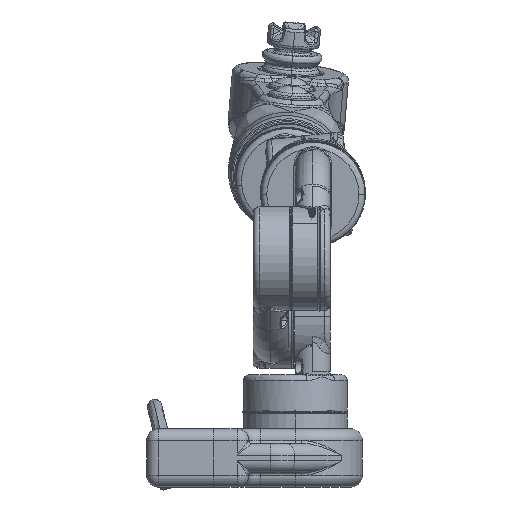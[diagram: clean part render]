
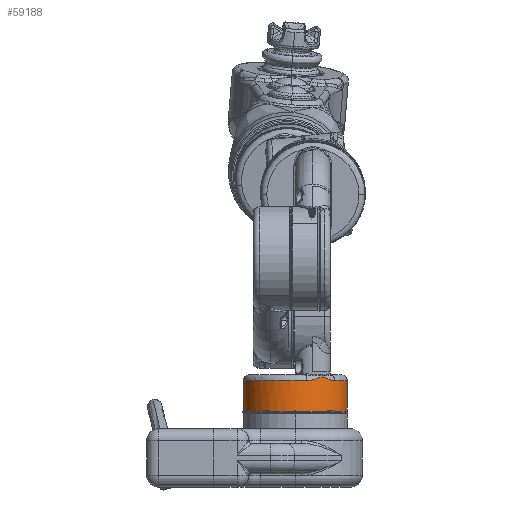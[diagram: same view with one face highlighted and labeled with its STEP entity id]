
A CAD part, front view. The second image highlights one B-rep face of the part: STEP entity #59188.
In plain terms, the highlighted cylindrical face has radius 17.8 mm (diameter 35.6 mm), a partial arc.
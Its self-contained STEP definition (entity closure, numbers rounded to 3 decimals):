
#3174 = CARTESIAN_POINT ( 'NONE',  ( 12.174, -12.994, 12.498 ) ) ;
#4172 = CARTESIAN_POINT ( 'NONE',  ( 4.352, -17.267, 12.265 ) ) ;
#7049 = VERTEX_POINT ( 'NONE', #36521 ) ;
#9680 = CARTESIAN_POINT ( 'NONE',  ( 9.588, -15.005, 13.532 ) ) ;
#10686 = CARTESIAN_POINT ( 'NONE',  ( 5.753, -16.852, 12.502 ) ) ;
#11059 = ORIENTED_EDGE ( 'NONE', *, *, #14171, .T. ) ;
#11695 = CARTESIAN_POINT ( 'NONE',  ( 8.117, -15.843, 13.323 ) ) ;
#11710 = VERTEX_POINT ( 'NONE', #95675 ) ;
#13004 = EDGE_CURVE ( 'NONE', #21518, #54961, #36966, .T. ) ;
#14171 = EDGE_CURVE ( 'NONE', #51725, #64520, #88643, .T. ) ;
#17085 = DIRECTION ( 'NONE',  ( 0., 0., -1. ) ) ;
#17584 = CARTESIAN_POINT ( 'NONE',  ( 0., 0., 12.265 ) ) ;
#19207 = DIRECTION ( 'NONE',  ( -1., 0., 0. ) ) ;
#21518 = VERTEX_POINT ( 'NONE', #63896 ) ;
#21736 = EDGE_CURVE ( 'NONE', #11710, #21518, #24115, .T. ) ;
#22497 = CIRCLE ( 'NONE', #56174, 17.8 ) ;
#23623 = EDGE_CURVE ( 'NONE', #64520, #11710, #84484, .T. ) ;
#24115 = LINE ( 'NONE', #78358, #29972 ) ;
#27326 = CARTESIAN_POINT ( 'NONE',  ( 13.511, -11.588, 12.265 ) ) ;
#29972 = VECTOR ( 'NONE', #48184, 1000. ) ;
#33362 = CARTESIAN_POINT ( 'NONE',  ( 11.824, -13.313, 12.625 ) ) ;
#33866 = CARTESIAN_POINT ( 'NONE',  ( 7.488, -16.155, 13.094 ) ) ;
#35187 = LINE ( 'NONE', #52225, #64214 ) ;
#36521 = CARTESIAN_POINT ( 'NONE',  ( 17.8, 0., 12.265 ) ) ;
#36966 = CIRCLE ( 'NONE', #40169, 17.8 ) ;
#38246 = CARTESIAN_POINT ( 'NONE',  ( 17.8, 0., 1.865 ) ) ;
#39804 = FACE_OUTER_BOUND ( 'NONE', #93812, .T. ) ;
#40169 = AXIS2_PLACEMENT_3D ( 'NONE', #92699, #70224, #46029 ) ;
#40329 = CARTESIAN_POINT ( 'NONE',  ( 7.065, -16.344, 12.924 ) ) ;
#41211 = ORIENTED_EDGE ( 'NONE', *, *, #21736, .T. ) ;
#41819 = CARTESIAN_POINT ( 'NONE',  ( 3.867, -17.375, 12.265 ) ) ;
#45571 = DIRECTION ( 'NONE',  ( -1., 0., 0. ) ) ;
#46029 = DIRECTION ( 'NONE',  ( 1., 0., 0. ) ) ;
#48054 = EDGE_CURVE ( 'NONE', #7049, #51725, #22497, .T. ) ;
#48184 = DIRECTION ( 'NONE',  ( 0., 0., -1. ) ) ;
#49892 = CARTESIAN_POINT ( 'NONE',  ( 8.325, -15.735, 13.395 ) ) ;
#51725 = VERTEX_POINT ( 'NONE', #56347 ) ;
#52225 = CARTESIAN_POINT ( 'NONE',  ( 17.8, 0., 14.265 ) ) ;
#54650 = ORIENTED_EDGE ( 'NONE', *, *, #23623, .T. ) ;
#54961 = VERTEX_POINT ( 'NONE', #38246 ) ;
#55278 = DIRECTION ( 'NONE',  ( -1., 0., 0. ) ) ;
#55753 = CARTESIAN_POINT ( 'NONE',  ( 3.867, -17.375, 12.265 ) ) ;
#56174 = AXIS2_PLACEMENT_3D ( 'NONE', #17584, #17085, #55278 ) ;
#56347 = CARTESIAN_POINT ( 'NONE',  ( 13.511, -11.588, 12.265 ) ) ;
#57437 = CARTESIAN_POINT ( 'NONE',  ( 13.19, -11.963, 12.265 ) ) ;
#57909 = ORIENTED_EDGE ( 'NONE', *, *, #48054, .T. ) ;
#57929 = CARTESIAN_POINT ( 'NONE',  ( 10.743, -14.2, 13.088 ) ) ;
#59188 = ADVANCED_FACE ( 'NONE', ( #39804 ), #93061, .T. ) ;
#61954 = AXIS2_PLACEMENT_3D ( 'NONE', #78271, #77273, #45571 ) ;
#63668 = ORIENTED_EDGE ( 'NONE', *, *, #13004, .T. ) ;
#63896 = CARTESIAN_POINT ( 'NONE',  ( -17.8, 0., 1.865 ) ) ;
#64010 = CARTESIAN_POINT ( 'NONE',  ( 4.832, -17.138, 12.32 ) ) ;
#64214 = VECTOR ( 'NONE', #74406, 1000. ) ;
#64513 = CARTESIAN_POINT ( 'NONE',  ( 6.198, -16.693, 12.63 ) ) ;
#64520 = VERTEX_POINT ( 'NONE', #55753 ) ;
#64994 = CARTESIAN_POINT ( 'NONE',  ( 8.746, -15.505, 13.502 ) ) ;
#70224 = DIRECTION ( 'NONE',  ( 0., 0., 1. ) ) ;
#71104 = CARTESIAN_POINT ( 'NONE',  ( 11.107, -13.917, 12.919 ) ) ;
#74406 = DIRECTION ( 'NONE',  ( 0., 0., -1. ) ) ;
#77273 = DIRECTION ( 'NONE',  ( 0., 0., -1. ) ) ;
#78271 = CARTESIAN_POINT ( 'NONE',  ( 0., 0., 12.265 ) ) ;
#78358 = CARTESIAN_POINT ( 'NONE',  ( -17.8, 0., 14.265 ) ) ;
#78576 = CARTESIAN_POINT ( 'NONE',  ( 9.985, -14.743, 13.394 ) ) ;
#80053 = CARTESIAN_POINT ( 'NONE',  ( 12.856, -12.321, 12.319 ) ) ;
#84484 = CIRCLE ( 'NONE', #61954, 17.8 ) ;
#86547 = CARTESIAN_POINT ( 'NONE',  ( 0., 0., 14.265 ) ) ;
#86640 = EDGE_CURVE ( 'NONE', #7049, #54961, #35187, .T. ) ;
#87582 = CARTESIAN_POINT ( 'NONE',  ( 8.962, -15.381, 13.536 ) ) ;
#88516 = DIRECTION ( 'NONE',  ( 0., 0., -1. ) ) ;
#88643 = B_SPLINE_CURVE_WITH_KNOTS ( 'NONE', 3,
 ( #27326, #57437, #80053, #3174, #33362, #71104, #57929, #78576, #9680, #87582, #64994, #49892, #11695, #33866, #40329, #64513, #10686, #64010, #4172, #41819 ),
 .UNSPECIFIED., .F., .F.,
 ( 4, 2, 2, 2, 2, 2, 2, 2, 2, 4 ),
 ( 0., 0.001, 0.003, 0.004, 0.006, 0.007, 0.007, 0.009, 0.01, 0.012 ),
 .UNSPECIFIED. ) ;
#92699 = CARTESIAN_POINT ( 'NONE',  ( 0., 0., 1.865 ) ) ;
#93061 = CYLINDRICAL_SURFACE ( 'NONE', #97243, 17.8 ) ;
#93812 = EDGE_LOOP ( 'NONE', ( #96613, #57909, #11059, #54650, #41211, #63668 ) ) ;
#95675 = CARTESIAN_POINT ( 'NONE',  ( -17.8, 0., 12.265 ) ) ;
#96613 = ORIENTED_EDGE ( 'NONE', *, *, #86640, .F. ) ;
#97243 = AXIS2_PLACEMENT_3D ( 'NONE', #86547, #88516, #19207 ) ;
